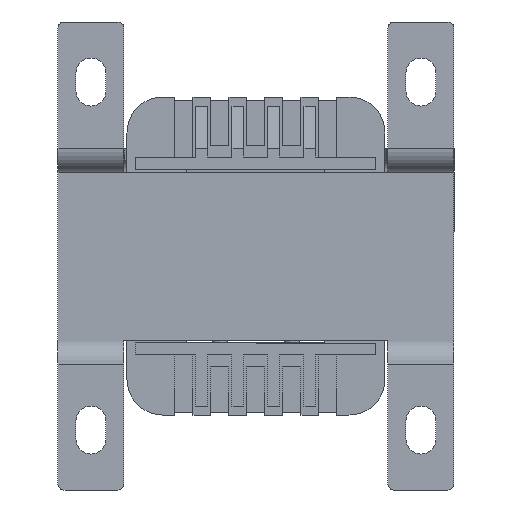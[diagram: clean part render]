
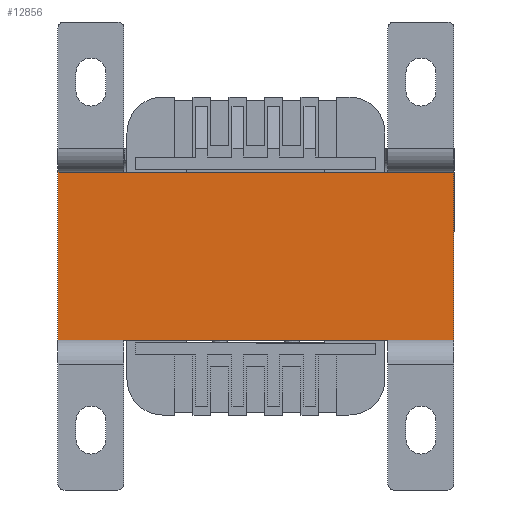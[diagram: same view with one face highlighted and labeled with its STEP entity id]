
A CAD part, front view. The second image highlights one B-rep face of the part: STEP entity #12856.
In plain terms, the highlighted planar face has unit normal (0, -1, 0).
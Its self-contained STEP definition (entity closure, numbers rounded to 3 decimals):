
#18 = DIRECTION ( 'NONE',  ( 1., 0., 0. ) ) ;
#219 = DIRECTION ( 'NONE',  ( 0., 0., -1. ) ) ;
#291 = VERTEX_POINT ( 'NONE', #13676 ) ;
#368 = EDGE_CURVE ( 'NONE', #291, #11148, #12972, .T. ) ;
#371 = VECTOR ( 'NONE', #2423, 1000. ) ;
#548 = EDGE_CURVE ( 'NONE', #5363, #11148, #9638, .T. ) ;
#683 = DIRECTION ( 'NONE',  ( 0., 0., -1. ) ) ;
#717 = DIRECTION ( 'NONE',  ( 0., 1., 0. ) ) ;
#1165 = LINE ( 'NONE', #6358, #5984 ) ;
#1366 = VECTOR ( 'NONE', #219, 1000. ) ;
#1899 = EDGE_LOOP ( 'NONE', ( #4977, #8975, #7468, #12314 ) ) ;
#2140 = EDGE_CURVE ( 'NONE', #11556, #291, #1165, .T. ) ;
#2423 = DIRECTION ( 'NONE',  ( 1., 0., 0. ) ) ;
#2469 = CARTESIAN_POINT ( 'NONE',  ( 0., 0., 0. ) ) ;
#2796 = CARTESIAN_POINT ( 'NONE',  ( 0., 0., 28. ) ) ;
#3859 = EDGE_CURVE ( 'NONE', #11556, #5363, #12375, .T. ) ;
#4321 = CARTESIAN_POINT ( 'NONE',  ( 66., 0., 28. ) ) ;
#4977 = ORIENTED_EDGE ( 'NONE', *, *, #548, .T. ) ;
#5363 = VERTEX_POINT ( 'NONE', #2469 ) ;
#5984 = VECTOR ( 'NONE', #18, 1000. ) ;
#6358 = CARTESIAN_POINT ( 'NONE',  ( 0., 0., 28. ) ) ;
#6982 = CARTESIAN_POINT ( 'NONE',  ( 66., 0., 0. ) ) ;
#7034 = PLANE ( 'NONE',  #8994 ) ;
#7468 = ORIENTED_EDGE ( 'NONE', *, *, #2140, .F. ) ;
#8543 = VECTOR ( 'NONE', #683, 1000. ) ;
#8975 = ORIENTED_EDGE ( 'NONE', *, *, #368, .F. ) ;
#8994 = AXIS2_PLACEMENT_3D ( 'NONE', #2796, #717, #10166 ) ;
#9254 = CARTESIAN_POINT ( 'NONE',  ( 0., 0., 28. ) ) ;
#9638 = LINE ( 'NONE', #11930, #371 ) ;
#10166 = DIRECTION ( 'NONE',  ( 0., 0., 1. ) ) ;
#10682 = FACE_OUTER_BOUND ( 'NONE', #1899, .T. ) ;
#11148 = VERTEX_POINT ( 'NONE', #6982 ) ;
#11556 = VERTEX_POINT ( 'NONE', #11921 ) ;
#11921 = CARTESIAN_POINT ( 'NONE',  ( 0., 0., 28. ) ) ;
#11930 = CARTESIAN_POINT ( 'NONE',  ( 0., 0., 0. ) ) ;
#12314 = ORIENTED_EDGE ( 'NONE', *, *, #3859, .T. ) ;
#12375 = LINE ( 'NONE', #9254, #8543 ) ;
#12856 = ADVANCED_FACE ( 'NONE', ( #10682 ), #7034, .F. ) ;
#12972 = LINE ( 'NONE', #4321, #1366 ) ;
#13676 = CARTESIAN_POINT ( 'NONE',  ( 66., 0., 28. ) ) ;
